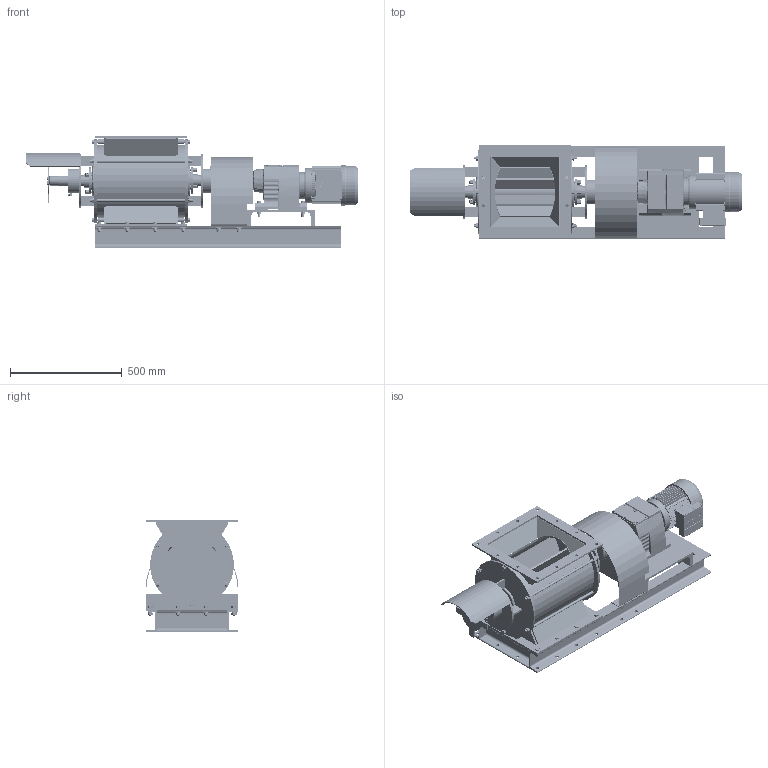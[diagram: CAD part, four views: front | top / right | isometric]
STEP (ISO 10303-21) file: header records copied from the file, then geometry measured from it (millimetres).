
FILE_DESCRIPTION(/* description */ (''),/* implementation_level */ '2;1');
FILE_NAME(/* name */ '1372.stp',/* time_stamp */ '2025-10-25T14:59:05+03:30',/* author */ ('fanimohandesi2'),/* organization */ (''),/* preprocessor_version */ 'ST-DEVELOPER v19.2',/* originating_system */ 'Autodesk Inventor 2023',/* authorisation */ '');
FILE_SCHEMA (('AUTOMOTIVE_DESIGN { 1 0 10303 214 3 1 1 }'));
Products named in the file (60): 1372-M0000-R00; 1372-M4000-R00; DIN1026-1 - U 100 - 1100; DIN1026-1 - U 100 - 315; DIN1026-1 - U 100 - 315_1; DIN1026-1 - U 300 - 415; 1372-M1000-R00; 1372-M1000-P01-R00; 1372-M1000-P02-R00; 1372-M1000-P03-R00; 1372-M1000-P04-R00; 1372-M1000-P05-R00; 1372-M1000-P06-R00; 1372-M2000-R00; 1372-M2000-P02-R00; 1372-M3000-R00; 1372-M3000-P01-R00; 1372-M3000-P02-R00; 1372-M3000-P03-R00; 1372-M3000-P05-R00; 1372-M3000-P04-R00; ISO 2338 - 10 h8 x 100; 1372-M5000-P02-R00; DIN 933 - M8  x 25; DIN 127 - A 8; 1372-M5000-R00; 1372-M5000-P01-R00; 1372-M5000-P02-R00_1; 1372-M2000-R00_1; 1372-M2000-P16-R00; 1372-M2000-P02-R00_1; 1372-M2000-P02-R00_2; 1372-M2000-P03-R00; 1372-M2000-P04-R00; 1372-M2000-P05-R00; 1372-M2000-P06-R00; 1372-M2000-P10-R00; 1372-M2000-P12-R00; 1372-M2000-P14-R00; DIN 3760 - A - 50 x 72 x 8 - NBR ...
Assembly tree (215 placements, depth 3):
  1372-M0000-R00
    1372-M4000-R00
      DIN1026-1 - U 100 - 1100  x2
      DIN1026-1 - U 100 - 315  x2
      DIN1026-1 - U 100 - 315_1
      DIN1026-1 - U 300 - 415
    1372-M1000-R00
      1372-M1000-P01-R00
      1372-M1000-P02-R00  x2
      1372-M1000-P03-R00  x4
      1372-M1000-P04-R00  x4
      1372-M1000-P05-R00  x4
      1372-M1000-P06-R00  x4
    1372-M2000-R00
      1372-M2000-P16-R00
      1372-M2000-P02-R00
      1372-M2000-P02-R00_2
      1372-M2000-P03-R00
      1372-M2000-P04-R00
      1372-M2000-P05-R00
      1372-M2000-P06-R00
      1372-M2000-P10-R00
      1372-M2000-P12-R00  x3
      1372-M2000-P14-R00  x6
      DIN 3760 - A - 50 x 72 x 8 - NBR
      DIN 630 - 2209 - 45 x 85 x 23
      DIN 472 - 85 x 3
      DIN 3760 - A - 45 x 65 x 8 - NBR
      DIN 934 - M10  x6
      DIN 71412 - CM 8 x 1 coned short
    1372-M3000-R00
      1372-M3000-P01-R00
      1372-M3000-P02-R00  x2
      1372-M3000-P03-R00  x2
      1372-M3000-P05-R00
      1372-M3000-P04-R00  x8
      ISO 2338 - 10 h8 x 100  x2
      1372-M5000-P02-R00
      DIN 933 - M8  x 25  x2
      DIN 127 - A 8  x2
    1372-M5000-R00
      1372-M5000-P01-R00
      1372-M5000-P02-R00_1
    1372-M2000-R00_1
      1372-M2000-P16-R00
      1372-M2000-P02-R00_1
      1372-M2000-P02-R00_2
      1372-M2000-P03-R00
      1372-M2000-P04-R00
      1372-M2000-P05-R00
      1372-M2000-P06-R00
      1372-M2000-P10-R00
      1372-M2000-P12-R00  x3
      1372-M2000-P14-R00  x6
      DIN 3760 - A - 50 x 72 x 8 - NBR
      DIN 630 - 2209 - 45 x 85 x 23
      DIN 472 - 85 x 3
      DIN 3760 - A - 45 x 65 x 8 - NBR
      DIN 934 - M10  x6
      DIN 71412 - CM 8 x 1 coned short
Bounding box: 1484.5 x 415 x 500 mm (x, y, z)
Volume: 37785098.8 mm3; surface area: 7148714.1 mm2
Topology: 271 solids, 271 shells, 3719 faces, 8851 edges, 5665 vertices
Faces by surface type: plane 1843, cylinder 1109, cone 481, torus 160, sphere 100, bspline 26
Full cylindrical faces by diameter (mm): 3.5 x4, 6 x4, 6.647 x4, 7.323 x2, 8 x8, 8.376 x19, 8.788 x1, 9 x2, 10 x20, 10.106 x30, 11.053 x22, 11.4 x2, 12 x36, 13.5 x14, 14 x76, 17.2 x22, 19 x1, 22 x4, 22.5 x1, 23.5 x1, 24.5 x1, 27.5 x1, 35 x1, 38 x2, 39 x1, 40 x1, 42 x2, 43 x1, 45 x4, 49.8 x2
Entity records: 64984 total; most frequent: CARTESIAN_POINT 14038, DIRECTION 10759, ORIENTED_EDGE 9416, EDGE_CURVE 4708, AXIS2_PLACEMENT_3D 4207, VERTEX_POINT 3069, LINE 2345, VECTOR 2345
